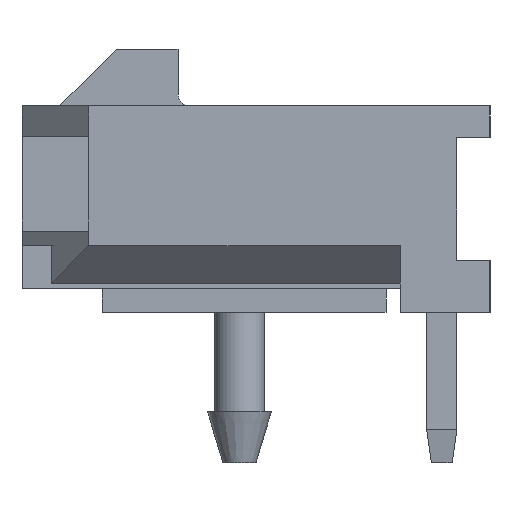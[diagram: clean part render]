
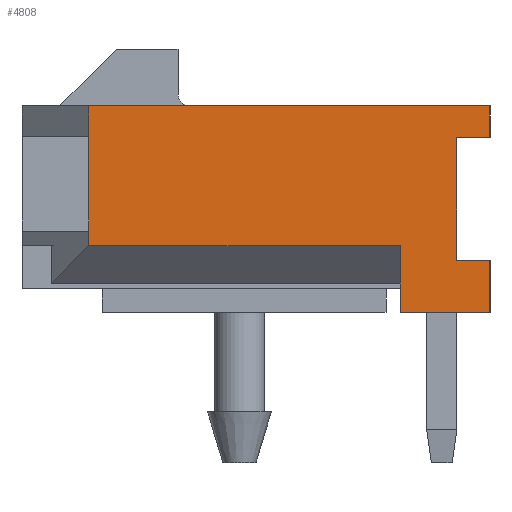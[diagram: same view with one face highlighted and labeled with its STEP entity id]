
A CAD part, left-side view. The second image highlights one B-rep face of the part: STEP entity #4808.
In plain terms, the highlighted planar face has unit normal (-1, 0, 0).
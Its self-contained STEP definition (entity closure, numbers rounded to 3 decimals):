
#95=FACE_OUTER_BOUND($,#360,.T.);
#360=EDGE_LOOP($,(#3333,#3334,#3335,#3336,#3337,#3338,#3339,#3340,#3341,
#3342,#3343,#3344));
#753=LINE($,#6903,#1434);
#767=LINE($,#6930,#1448);
#768=LINE($,#6934,#1449);
#769=LINE($,#6936,#1450);
#770=LINE($,#6938,#1451);
#771=LINE($,#6939,#1452);
#772=LINE($,#6941,#1453);
#773=LINE($,#6943,#1454);
#774=LINE($,#6945,#1455);
#775=LINE($,#6947,#1456);
#776=LINE($,#6949,#1457);
#777=LINE($,#6950,#1458);
#1434=VECTOR($,#5544,8.486);
#1448=VECTOR($,#5560,0.65);
#1449=VECTOR($,#5563,0.7);
#1450=VECTOR($,#5564,2.6);
#1451=VECTOR($,#5565,0.7);
#1452=VECTOR($,#5566,0.67);
#1453=VECTOR($,#5567,2.);
#1454=VECTOR($,#5568,0.306);
#1455=VECTOR($,#5569,6.586);
#1456=VECTOR($,#5570,1.414);
#1457=VECTOR($,#5571,1.9);
#1458=VECTOR($,#5572,1.1);
#2093=VERTEX_POINT($,#6900);
#2094=VERTEX_POINT($,#6902);
#2106=VERTEX_POINT($,#6928);
#2107=VERTEX_POINT($,#6932);
#2108=VERTEX_POINT($,#6933);
#2109=VERTEX_POINT($,#6935);
#2110=VERTEX_POINT($,#6937);
#2111=VERTEX_POINT($,#6940);
#2112=VERTEX_POINT($,#6942);
#2113=VERTEX_POINT($,#6944);
#2114=VERTEX_POINT($,#6946);
#2115=VERTEX_POINT($,#6948);
#2570=EDGE_CURVE($,#2093,#2094,#753,.T.);
#2584=EDGE_CURVE($,#2106,#2093,#767,.T.);
#2585=EDGE_CURVE($,#2107,#2108,#768,.T.);
#2586=EDGE_CURVE($,#2108,#2109,#769,.T.);
#2587=EDGE_CURVE($,#2109,#2110,#770,.T.);
#2588=EDGE_CURVE($,#2094,#2110,#771,.T.);
#2589=EDGE_CURVE($,#2106,#2111,#772,.T.);
#2590=EDGE_CURVE($,#2112,#2111,#773,.T.);
#2591=EDGE_CURVE($,#2113,#2112,#774,.T.);
#2592=EDGE_CURVE($,#2113,#2114,#775,.T.);
#2593=EDGE_CURVE($,#2115,#2114,#776,.T.);
#2594=EDGE_CURVE($,#2107,#2115,#777,.T.);
#3333=ORIENTED_EDGE($,*,*,#2585,.T.);
#3334=ORIENTED_EDGE($,*,*,#2586,.T.);
#3335=ORIENTED_EDGE($,*,*,#2587,.T.);
#3336=ORIENTED_EDGE($,*,*,#2588,.F.);
#3337=ORIENTED_EDGE($,*,*,#2570,.F.);
#3338=ORIENTED_EDGE($,*,*,#2584,.F.);
#3339=ORIENTED_EDGE($,*,*,#2589,.T.);
#3340=ORIENTED_EDGE($,*,*,#2590,.F.);
#3341=ORIENTED_EDGE($,*,*,#2591,.F.);
#3342=ORIENTED_EDGE($,*,*,#2592,.T.);
#3343=ORIENTED_EDGE($,*,*,#2593,.F.);
#3344=ORIENTED_EDGE($,*,*,#2594,.F.);
#4560=PLANE($,#5082);
#4808=ADVANCED_FACE($,(#95),#4560,.F.);
#5082=AXIS2_PLACEMENT_3D($,#6931,#5561,#5562);
#5544=DIRECTION($,(0.,-1.,0.));
#5560=DIRECTION($,(0.,0.,1.));
#5561=DIRECTION('center_axis',(1.,0.,0.));
#5562=DIRECTION('ref_axis',(0.,0.,1.));
#5563=DIRECTION($,(0.,1.,0.));
#5564=DIRECTION($,(0.,0.,1.));
#5565=DIRECTION($,(0.,-1.,0.));
#5566=DIRECTION($,(0.,0.,-1.));
#5567=DIRECTION($,(0.,0.,-1.));
#5568=DIRECTION($,(0.,0.,1.));
#5569=DIRECTION($,(0.,1.,0.));
#5570=DIRECTION($,(0.,0.,-1.));
#5571=DIRECTION($,(0.,1.,0.));
#5572=DIRECTION($,(0.,0.,-1.));
#6900=CARTESIAN_POINT('',(-7.825,7.466,4.37));
#6902=CARTESIAN_POINT('',(-7.825,-1.02,4.37));
#6903=CARTESIAN_POINT($,(-7.825,8.88,4.37));
#6928=CARTESIAN_POINT('',(-7.825,7.466,3.72));
#6930=CARTESIAN_POINT($,(-7.825,7.466,2.185));
#6931=CARTESIAN_POINT('Origin',(-7.825,3.93,2.185));
#6932=CARTESIAN_POINT('',(-7.825,-1.02,1.1));
#6933=CARTESIAN_POINT('',(-7.825,-0.32,1.1));
#6934=CARTESIAN_POINT($,(-7.825,-1.02,1.1));
#6935=CARTESIAN_POINT('',(-7.825,-0.32,3.7));
#6936=CARTESIAN_POINT($,(-7.825,-0.32,1.1));
#6937=CARTESIAN_POINT('',(-7.825,-1.02,3.7));
#6938=CARTESIAN_POINT($,(-7.825,-0.32,3.7));
#6939=CARTESIAN_POINT($,(-7.825,-1.02,4.37));
#6940=CARTESIAN_POINT('',(-7.825,7.466,1.72));
#6941=CARTESIAN_POINT($,(-7.825,7.466,3.72));
#6942=CARTESIAN_POINT('',(-7.825,7.466,1.414));
#6943=CARTESIAN_POINT($,(-7.825,7.466,2.185));
#6944=CARTESIAN_POINT('',(-7.825,0.88,1.414));
#6945=CARTESIAN_POINT($,(-7.825,0.88,1.414));
#6946=CARTESIAN_POINT('',(-7.825,0.88,0.));
#6947=CARTESIAN_POINT($,(-7.825,0.88,0.));
#6948=CARTESIAN_POINT('',(-7.825,-1.02,0.));
#6949=CARTESIAN_POINT($,(-7.825,-1.02,0.));
#6950=CARTESIAN_POINT($,(-7.825,-1.02,4.37));
